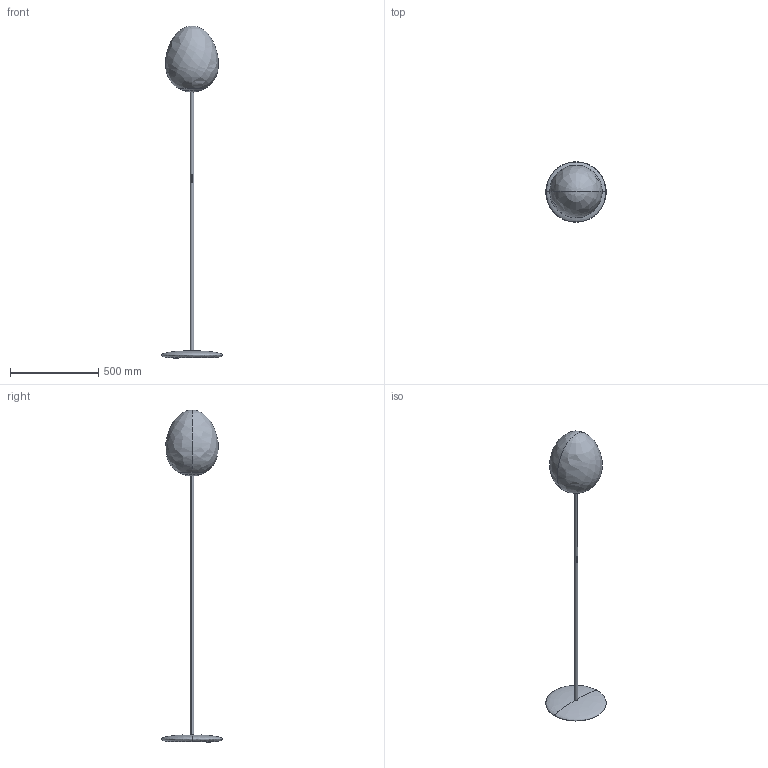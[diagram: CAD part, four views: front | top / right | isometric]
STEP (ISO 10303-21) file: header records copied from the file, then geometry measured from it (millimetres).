
FILE_DESCRIPTION(/* description */ (''),/* implementation_level */ '2;1');
FILE_NAME(/* name */ 'Stellar Nebula Floor',/* time_stamp */ '2022-12-01T16:45:46+01:00',/* author */ (''),/* organization */ (''),/* preprocessor_version */ 'ST-DEVELOPER v16.5',/* originating_system */ 'Rhino 7.22',/* authorisation */ '');
FILE_SCHEMA (('AUTOMOTIVE_DESIGN'));
Length unit declared in the file: millimetre
Products named in the file (1): Document
Bounding box: 341.95 x 341.97 x 1881.19 mm (x, y, z)
Volume: 2334742.2 mm3; surface area: 1291425.9 mm2
Topology: 9 solids, 10 shells, 627 faces, 1711 edges, 1131 vertices
Faces by surface type: plane 449, cylinder 97, bspline 81
Entity records: 20892 total; most frequent: CARTESIAN_POINT 9501, ORIENTED_EDGE 3380, EDGE_CURVE 1695, B_SPLINE_CURVE_WITH_KNOTS 1469, VERTEX_POINT 1121, EDGE_LOOP 665, ADVANCED_FACE 627, FACE_OUTER_BOUND 627
